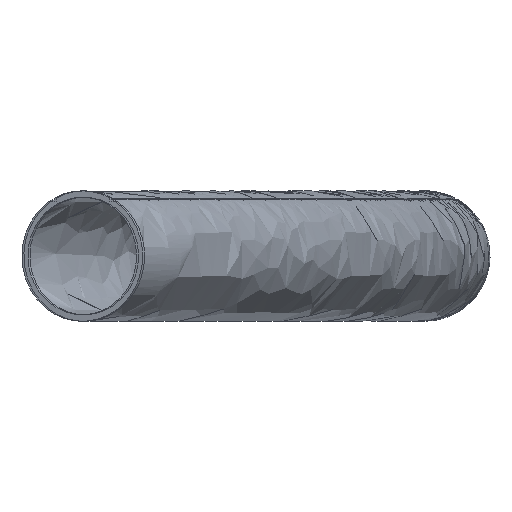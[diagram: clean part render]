
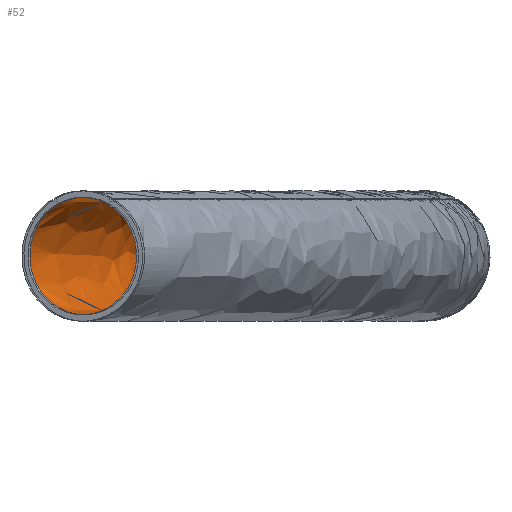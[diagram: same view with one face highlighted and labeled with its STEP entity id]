
A CAD part, left-side view. The second image highlights one B-rep face of the part: STEP entity #52.
In plain terms, the highlighted free-form (B-spline) face has degree [2, 2] with [3, 5] control points.
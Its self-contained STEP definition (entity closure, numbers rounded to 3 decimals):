
#52=ADVANCED_FACE('',(#85),#506,.T.);
#85=FACE_OUTER_BOUND('',#118,.T.);
#118=EDGE_LOOP('',(#241,#242,#243,#244));
#241=ORIENTED_EDGE('',*,*,#360,.T.);
#242=ORIENTED_EDGE('',*,*,#361,.T.);
#243=ORIENTED_EDGE('',*,*,#353,.F.);
#244=ORIENTED_EDGE('',*,*,#350,.T.);
#350=EDGE_CURVE('',#483,#487,#423,.T.);
#353=EDGE_CURVE('',#483,#485,#426,.T.);
#360=EDGE_CURVE('',#487,#489,#432,.T.);
#361=EDGE_CURVE('',#489,#485,#433,.T.);
#423=(
BOUNDED_CURVE()
B_SPLINE_CURVE(2,(#1262,#1263,#1264,#1265,#1266),.UNSPECIFIED.,.F.,.F.)
B_SPLINE_CURVE_WITH_KNOTS((3,2,3),(-270.,-225.,
-180.),.UNSPECIFIED.)
CURVE()
GEOMETRIC_REPRESENTATION_ITEM()
RATIONAL_B_SPLINE_CURVE((1.,0.707,1.,0.707,1.))
REPRESENTATION_ITEM('')
);
#426=(
BOUNDED_CURVE()
B_SPLINE_CURVE(2,(#1274,#1275,#1276),.UNSPECIFIED.,.F.,.F.)
B_SPLINE_CURVE_WITH_KNOTS((3,3),(-3046.223,-2373.025),
 .UNSPECIFIED.)
CURVE()
GEOMETRIC_REPRESENTATION_ITEM()
RATIONAL_B_SPLINE_CURVE((1.,0.981,1.))
REPRESENTATION_ITEM('')
);
#432=(
BOUNDED_CURVE()
B_SPLINE_CURVE(2,(#1301,#1302,#1303),.UNSPECIFIED.,.F.,.F.)
B_SPLINE_CURVE_WITH_KNOTS((3,3),(-3046.223,-2373.025),
 .UNSPECIFIED.)
CURVE()
GEOMETRIC_REPRESENTATION_ITEM()
RATIONAL_B_SPLINE_CURVE((1.,0.981,1.))
REPRESENTATION_ITEM('')
);
#433=(
BOUNDED_CURVE()
B_SPLINE_CURVE(2,(#1304,#1305,#1306,#1307,#1308),.UNSPECIFIED.,.F.,.F.)
B_SPLINE_CURVE_WITH_KNOTS((3,2,3),(180.,225.,270.),
 .UNSPECIFIED.)
CURVE()
GEOMETRIC_REPRESENTATION_ITEM()
RATIONAL_B_SPLINE_CURVE((1.,0.707,1.,0.707,1.))
REPRESENTATION_ITEM('')
);
#483=VERTEX_POINT('',#995);
#485=VERTEX_POINT('',#997);
#487=VERTEX_POINT('',#999);
#489=VERTEX_POINT('',#1001);
#506=(
BOUNDED_SURFACE()
B_SPLINE_SURFACE(2,2,((#920,#921,#922,#923,#924),(#925,#926,#927,#928,#929),
(#930,#931,#932,#933,#934)),.UNSPECIFIED.,.F.,.F.,.F.)
B_SPLINE_SURFACE_WITH_KNOTS((3,3),(3,2,3),(-3046.223,-2373.025),
(180.,225.,270.),.UNSPECIFIED.)
GEOMETRIC_REPRESENTATION_ITEM()
RATIONAL_B_SPLINE_SURFACE(((1.,0.707,1.,0.707,1.),
(0.981,0.694,0.981,0.694,
0.981),(1.,0.707,1.,0.707,1.)))
REPRESENTATION_ITEM('')
SURFACE()
);
#920=CARTESIAN_POINT('',(338.833,-34.558,22.456));
#921=CARTESIAN_POINT('',(338.833,-12.058,22.456));
#922=CARTESIAN_POINT('',(338.833,-12.058,-0.044));
#923=CARTESIAN_POINT('',(338.833,-12.058,-22.544));
#924=CARTESIAN_POINT('',(338.833,-34.558,-22.544));
#925=CARTESIAN_POINT('',(-2.104,-34.142,22.456));
#926=CARTESIAN_POINT('',(2.343,-11.642,22.456));
#927=CARTESIAN_POINT('',(2.343,-11.642,-0.044));
#928=CARTESIAN_POINT('',(2.343,-11.642,-22.544));
#929=CARTESIAN_POINT('',(-2.104,-34.142,-22.544));
#930=CARTESIAN_POINT('',(-317.248,95.945,22.456));
#931=CARTESIAN_POINT('',(-308.688,116.753,22.456));
#932=CARTESIAN_POINT('',(-308.688,116.753,-0.044));
#933=CARTESIAN_POINT('',(-308.688,116.753,-22.544));
#934=CARTESIAN_POINT('',(-317.248,95.945,-22.544));
#995=CARTESIAN_POINT('',(338.833,-34.558,-22.544));
#997=CARTESIAN_POINT('',(-317.248,95.945,-22.544));
#999=CARTESIAN_POINT('',(338.833,-34.558,22.456));
#1001=CARTESIAN_POINT('',(-317.248,95.945,22.456));
#1262=CARTESIAN_POINT('',(338.833,-34.558,-22.544));
#1263=CARTESIAN_POINT('',(338.833,-12.058,-22.544));
#1264=CARTESIAN_POINT('',(338.833,-12.058,-0.044));
#1265=CARTESIAN_POINT('',(338.833,-12.058,22.456));
#1266=CARTESIAN_POINT('',(338.833,-34.558,22.456));
#1274=CARTESIAN_POINT('',(338.833,-34.558,-22.544));
#1275=CARTESIAN_POINT('',(-2.104,-34.142,-22.544));
#1276=CARTESIAN_POINT('',(-317.248,95.945,-22.544));
#1301=CARTESIAN_POINT('',(338.833,-34.558,22.456));
#1302=CARTESIAN_POINT('',(-2.104,-34.142,22.456));
#1303=CARTESIAN_POINT('',(-317.248,95.945,22.456));
#1304=CARTESIAN_POINT('',(-317.248,95.945,22.456));
#1305=CARTESIAN_POINT('',(-308.688,116.753,22.456));
#1306=CARTESIAN_POINT('',(-308.688,116.753,-0.044));
#1307=CARTESIAN_POINT('',(-308.688,116.753,-22.544));
#1308=CARTESIAN_POINT('',(-317.248,95.945,-22.544));
